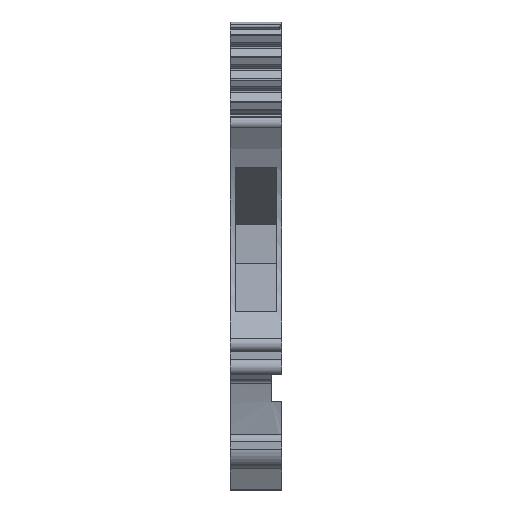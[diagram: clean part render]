
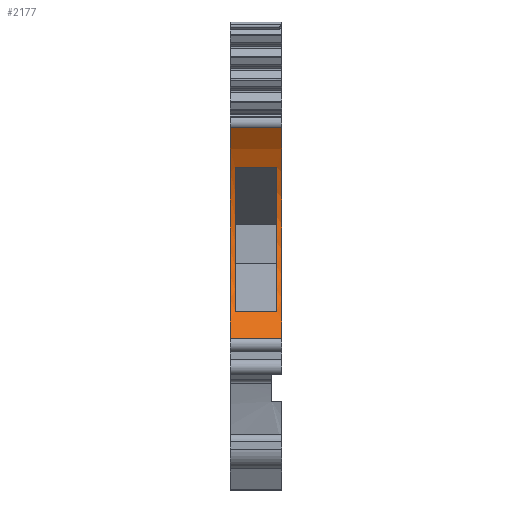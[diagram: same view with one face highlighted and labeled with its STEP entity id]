
A CAD part, front view. The second image highlights one B-rep face of the part: STEP entity #2177.
In plain terms, the highlighted cylindrical face has radius 15.05 mm (diameter 30.1 mm), a partial arc.
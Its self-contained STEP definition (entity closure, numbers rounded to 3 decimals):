
#2116=AXIS2_PLACEMENT_3D('Cylinder Axis2P3D',#2113,#2114,#2115) ;
#2129=AXIS2_PLACEMENT_3D('Circle Axis2P3D',#2127,#2128,$) ;
#2134=AXIS2_PLACEMENT_3D('Circle Axis2P3D',#2132,#2133,$) ;
#2145=AXIS2_PLACEMENT_3D('Circle Axis2P3D',#2143,#2144,$) ;
#2161=AXIS2_PLACEMENT_3D('Circle Axis2P3D',#2159,#2160,$) ;
#2090=CARTESIAN_POINT('Vertex',(0.,6.166,35.829)) ;
#2093=CARTESIAN_POINT('Line Origine',(2.55,6.166,35.829)) ;
#2097=CARTESIAN_POINT('Vertex',(5.1,6.166,35.829)) ;
#2113=CARTESIAN_POINT('Axis2P3D Location',(2.55,-5.549,26.382)) ;
#2118=CARTESIAN_POINT('Line Origine',(2.55,4.261,14.969)) ;
#2122=CARTESIAN_POINT('Vertex',(0.,4.261,14.969)) ;
#2124=CARTESIAN_POINT('Vertex',(5.1,4.261,14.969)) ;
#2127=CARTESIAN_POINT('Axis2P3D Location',(5.1,-5.549,26.382)) ;
#2132=CARTESIAN_POINT('Axis2P3D Location',(0.,-5.549,26.382)) ;
#2143=CARTESIAN_POINT('Axis2P3D Location',(4.6,-5.549,26.382)) ;
#2147=CARTESIAN_POINT('Vertex',(4.6,6.709,17.65)) ;
#2149=CARTESIAN_POINT('Vertex',(4.6,8.472,31.85)) ;
#2152=CARTESIAN_POINT('Line Origine',(2.55,6.709,17.65)) ;
#2156=CARTESIAN_POINT('Vertex',(0.5,6.709,17.65)) ;
#2159=CARTESIAN_POINT('Axis2P3D Location',(0.5,-5.549,26.382)) ;
#2163=CARTESIAN_POINT('Vertex',(0.5,8.472,31.85)) ;
#2166=CARTESIAN_POINT('Line Origine',(2.55,8.472,31.85)) ;
#2094=DIRECTION('Vector Direction',(1.,0.,0.)) ;
#2114=DIRECTION('Axis2P3D Direction',(1.,0.,0.)) ;
#2115=DIRECTION('Axis2P3D XDirection',(0.,0.652,-0.758)) ;
#2119=DIRECTION('Vector Direction',(1.,0.,0.)) ;
#2128=DIRECTION('Axis2P3D Direction',(1.,0.,0.)) ;
#2133=DIRECTION('Axis2P3D Direction',(1.,0.,0.)) ;
#2144=DIRECTION('Axis2P3D Direction',(1.,0.,0.)) ;
#2153=DIRECTION('Vector Direction',(1.,0.,0.)) ;
#2160=DIRECTION('Axis2P3D Direction',(1.,0.,0.)) ;
#2167=DIRECTION('Vector Direction',(1.,0.,0.)) ;
#2095=VECTOR('Line Direction',#2094,1.) ;
#2120=VECTOR('Line Direction',#2119,1.) ;
#2154=VECTOR('Line Direction',#2153,1.) ;
#2168=VECTOR('Line Direction',#2167,1.) ;
#2138=ORIENTED_EDGE('',*,*,#2126,.T.) ;
#2139=ORIENTED_EDGE('',*,*,#2131,.F.) ;
#2140=ORIENTED_EDGE('',*,*,#2099,.T.) ;
#2141=ORIENTED_EDGE('',*,*,#2136,.F.) ;
#2172=ORIENTED_EDGE('',*,*,#2151,.F.) ;
#2173=ORIENTED_EDGE('',*,*,#2158,.T.) ;
#2174=ORIENTED_EDGE('',*,*,#2165,.F.) ;
#2175=ORIENTED_EDGE('',*,*,#2170,.F.) ;
#2176=FACE_BOUND('',#2171,.T.) ;
#2177=ADVANCED_FACE('KLTR',(#2142,#2176),#2117,.F.) ;
#2130=CIRCLE('generated circle',#2129,15.05) ;
#2135=CIRCLE('generated circle',#2134,15.05) ;
#2146=CIRCLE('generated circle',#2145,15.05) ;
#2162=CIRCLE('generated circle',#2161,15.05) ;
#2117=CYLINDRICAL_SURFACE('generated cylinder',#2116,15.05) ;
#2099=EDGE_CURVE('',#2098,#2091,#2096,.F.) ;
#2126=EDGE_CURVE('',#2123,#2125,#2121,.T.) ;
#2131=EDGE_CURVE('',#2098,#2125,#2130,.F.) ;
#2136=EDGE_CURVE('',#2123,#2091,#2135,.T.) ;
#2151=EDGE_CURVE('',#2148,#2150,#2146,.T.) ;
#2158=EDGE_CURVE('',#2148,#2157,#2155,.F.) ;
#2165=EDGE_CURVE('',#2164,#2157,#2162,.F.) ;
#2170=EDGE_CURVE('',#2150,#2164,#2169,.F.) ;
#2137=EDGE_LOOP('',(#2138,#2139,#2140,#2141)) ;
#2171=EDGE_LOOP('',(#2172,#2173,#2174,#2175)) ;
#2142=FACE_OUTER_BOUND('',#2137,.T.) ;
#2096=LINE('Line',#2093,#2095) ;
#2121=LINE('Line',#2118,#2120) ;
#2155=LINE('Line',#2152,#2154) ;
#2169=LINE('Line',#2166,#2168) ;
#2091=VERTEX_POINT('',#2090) ;
#2098=VERTEX_POINT('',#2097) ;
#2123=VERTEX_POINT('',#2122) ;
#2125=VERTEX_POINT('',#2124) ;
#2148=VERTEX_POINT('',#2147) ;
#2150=VERTEX_POINT('',#2149) ;
#2157=VERTEX_POINT('',#2156) ;
#2164=VERTEX_POINT('',#2163) ;
